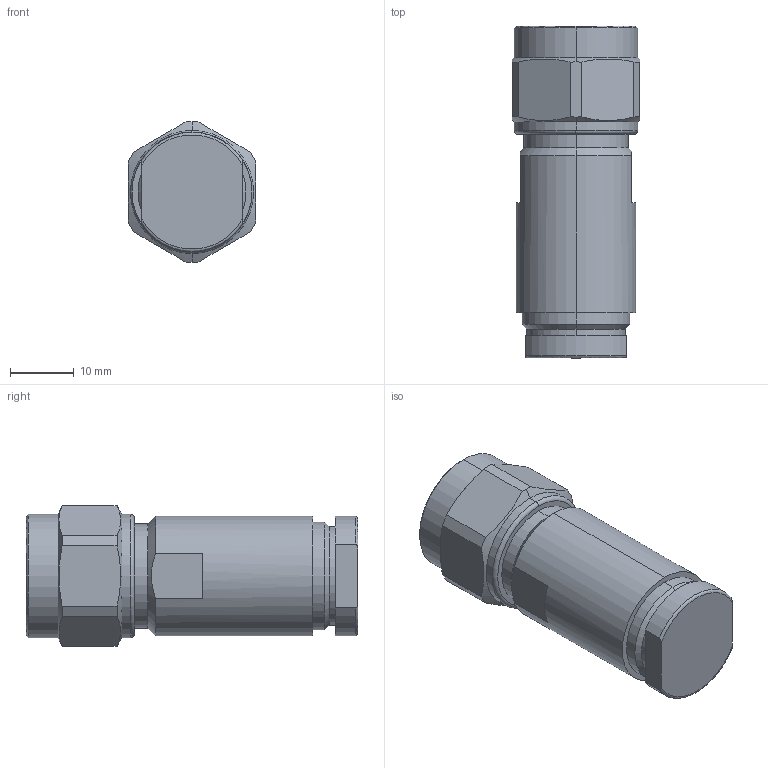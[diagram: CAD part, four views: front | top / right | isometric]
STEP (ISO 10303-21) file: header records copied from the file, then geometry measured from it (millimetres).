
FILE_DESCRIPTION((''),'2;1');
FILE_NAME('2','2021-08-11T',('Administrator'),(''),'PRO/ENGINEER BY PARAMETRIC TECHNOLOGY CORPORATION, 2012090','PRO/ENGINEER BY PARAMETRIC TECHNOLOGY CORPORATION, 2012090','');
FILE_SCHEMA(('CONFIG_CONTROL_DESIGN'));
Length unit declared in the file: millimetre
Products named in the file (1): 2
Bounding box: 20 x 52 x 22.03 mm (x, y, z)
Volume: 12878.2 mm3; surface area: 5096.4 mm2
Topology: 1 solids, 1 shells, 106 faces, 263 edges, 166 vertices
Faces by surface type: plane 45, cylinder 37, cone 14, torus 4, bspline 4, sphere 2
Entity records: 4310 total; most frequent: CARTESIAN_POINT 1816, ORIENTED_EDGE 526, DIRECTION 489, EDGE_CURVE 263, AXIS2_PLACEMENT_3D 186, VERTEX_POINT 166, VECTOR 117, LINE 117
